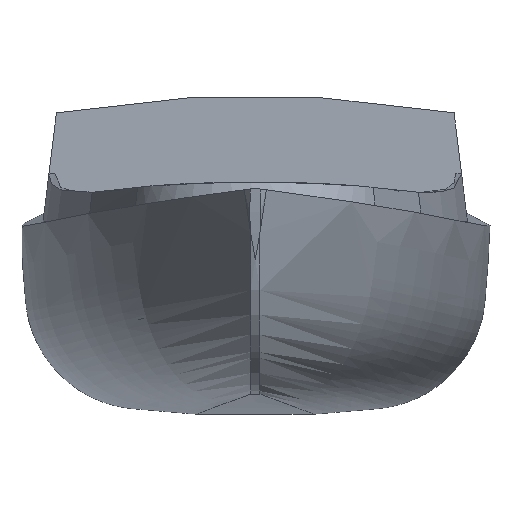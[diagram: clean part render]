
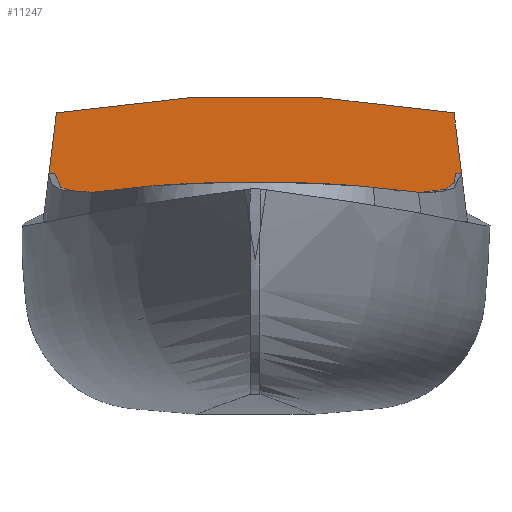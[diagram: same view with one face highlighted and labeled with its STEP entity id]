
A CAD part, top view. The second image highlights one B-rep face of the part: STEP entity #11247.
In plain terms, the highlighted free-form (B-spline) face has degree [1, 1] with [2, 2] control points.
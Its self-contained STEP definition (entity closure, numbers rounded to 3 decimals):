
#21 = EDGE_CURVE('',#22,#24,#26,.T.);
#22 = VERTEX_POINT('',#23);
#23 = CARTESIAN_POINT('',(698.392,632.661,
    -2711.405));
#24 = VERTEX_POINT('',#25);
#25 = CARTESIAN_POINT('',(718.945,632.661,
    -2711.405));
#26 = B_SPLINE_CURVE_WITH_KNOTS('',1,(#27,#28),.UNSPECIFIED.,.F.,.F.,(2,
    2),(1861.941,1886.956),
  .PIECEWISE_BEZIER_KNOTS.);
#27 = CARTESIAN_POINT('',(698.392,632.661,
    -2711.405));
#28 = CARTESIAN_POINT('',(718.945,632.661,
    -2711.405));
#235 = VERTEX_POINT('',#236);
#236 = CARTESIAN_POINT('',(-718.946,632.661,
    -2711.405));
#243 = EDGE_CURVE('',#235,#244,#246,.T.);
#244 = VERTEX_POINT('',#245);
#245 = CARTESIAN_POINT('',(-698.392,632.661,
    -2711.405));
#246 = B_SPLINE_CURVE_WITH_KNOTS('',1,(#247,#248),.UNSPECIFIED.,.F.,.F.,
  (2,2),(136.925,161.941),.PIECEWISE_BEZIER_KNOTS.);
#247 = CARTESIAN_POINT('',(-718.946,632.661,
    -2711.405));
#248 = CARTESIAN_POINT('',(-698.392,632.661,
    -2711.405));
#10470 = VERTEX_POINT('',#10471);
#10471 = CARTESIAN_POINT('',(-692.881,844.95,
    -2711.405));
#10502 = EDGE_CURVE('',#235,#10470,#10503,.T.);
#10503 = B_SPLINE_CURVE_WITH_KNOTS('',3,(#10504,#10505,#10506,#10507),
  .UNSPECIFIED.,.F.,.F.,(4,4),(0.,0.26),
  .PIECEWISE_BEZIER_KNOTS.);
#10504 = CARTESIAN_POINT('',(-718.946,632.661,
    -2711.405));
#10505 = CARTESIAN_POINT('',(-710.257,703.424,
    -2711.405));
#10506 = CARTESIAN_POINT('',(-701.569,774.187,
    -2711.405));
#10507 = CARTESIAN_POINT('',(-692.881,844.95,
    -2711.405));
#10604 = EDGE_CURVE('',#10605,#24,#10607,.T.);
#10605 = VERTEX_POINT('',#10606);
#10606 = CARTESIAN_POINT('',(692.879,844.95,
    -2711.405));
#10607 = B_SPLINE_CURVE_WITH_KNOTS('',1,(#10608,#10609),.UNSPECIFIED.,
  .F.,.F.,(2,2),(575.92,836.233),
  .PIECEWISE_BEZIER_KNOTS.);
#10608 = CARTESIAN_POINT('',(692.88,844.95,
    -2711.405));
#10609 = CARTESIAN_POINT('',(718.945,632.661,
    -2711.405));
#11233 = EDGE_CURVE('',#10470,#10605,#11234,.T.);
#11234 = ( BOUNDED_CURVE() B_SPLINE_CURVE(2,(#11235,#11236,#11237),
.UNSPECIFIED.,.F.,.F.) B_SPLINE_CURVE_WITH_KNOTS((3,3),(1.401,
1.74),.PIECEWISE_BEZIER_KNOTS.) CURVE() 
GEOMETRIC_REPRESENTATION_ITEM() RATIONAL_B_SPLINE_CURVE((1.,
0.986,1.)) REPRESENTATION_ITEM('') );
#11235 = CARTESIAN_POINT('',(-692.881,844.95,
    -2711.405));
#11236 = CARTESIAN_POINT('',(-0.001,963.508,
    -2711.405));
#11237 = CARTESIAN_POINT('',(692.879,844.95,
    -2711.405));
#11247 = ADVANCED_FACE('',(#11248),#11274,.F.);
#11248 = FACE_BOUND('',#11249,.T.);
#11249 = EDGE_LOOP('',(#11250,#11251,#11258,#11265,#11270,#11271,#11272,
    #11273));
#11250 = ORIENTED_EDGE('',*,*,#243,.T.);
#11251 = ORIENTED_EDGE('',*,*,#11252,.T.);
#11252 = EDGE_CURVE('',#244,#11253,#11255,.T.);
#11253 = VERTEX_POINT('',#11254);
#11254 = CARTESIAN_POINT('',(-698.392,123.246,
    -2711.405));
#11255 = B_SPLINE_CURVE_WITH_KNOTS('',1,(#11256,#11257),.UNSPECIFIED.,
  .F.,.F.,(2,2),(180.,800.),.PIECEWISE_BEZIER_KNOTS.);
#11256 = CARTESIAN_POINT('',(-698.392,632.661,
    -2711.405));
#11257 = CARTESIAN_POINT('',(-698.392,123.246,
    -2711.405));
#11258 = ORIENTED_EDGE('',*,*,#11259,.F.);
#11259 = EDGE_CURVE('',#11260,#11253,#11262,.T.);
#11260 = VERTEX_POINT('',#11261);
#11261 = CARTESIAN_POINT('',(698.392,123.246,
    -2711.405));
#11262 = B_SPLINE_CURVE_WITH_KNOTS('',1,(#11263,#11264),.UNSPECIFIED.,
  .F.,.F.,(2,2),(0.,1700.),.PIECEWISE_BEZIER_KNOTS.);
#11263 = CARTESIAN_POINT('',(698.392,123.246,
    -2711.405));
#11264 = CARTESIAN_POINT('',(-698.392,123.246,
    -2711.405));
#11265 = ORIENTED_EDGE('',*,*,#11266,.F.);
#11266 = EDGE_CURVE('',#22,#11260,#11267,.T.);
#11267 = B_SPLINE_CURVE_WITH_KNOTS('',1,(#11268,#11269),.UNSPECIFIED.,
  .F.,.F.,(2,2),(180.,800.),.PIECEWISE_BEZIER_KNOTS.);
#11268 = CARTESIAN_POINT('',(698.392,632.661,
    -2711.405));
#11269 = CARTESIAN_POINT('',(698.392,123.246,
    -2711.405));
#11270 = ORIENTED_EDGE('',*,*,#21,.T.);
#11271 = ORIENTED_EDGE('',*,*,#10604,.F.);
#11272 = ORIENTED_EDGE('',*,*,#11233,.F.);
#11273 = ORIENTED_EDGE('',*,*,#10502,.F.);
#11274 = B_SPLINE_SURFACE_WITH_KNOTS('',1,1,(
    (#11275,#11276)
    ,(#11277,#11278
    )),.UNSPECIFIED.,.F.,.F.,.F.,(2,2),(2,2),(-1886.956,
    -136.925),(-620.,330.),.PIECEWISE_BEZIER_KNOTS.);
#11275 = CARTESIAN_POINT('',(718.945,123.246,
    -2711.405));
#11276 = CARTESIAN_POINT('',(718.945,903.802,
    -2711.405));
#11277 = CARTESIAN_POINT('',(-718.946,123.246,
    -2711.405));
#11278 = CARTESIAN_POINT('',(-718.946,903.802,
    -2711.405));
